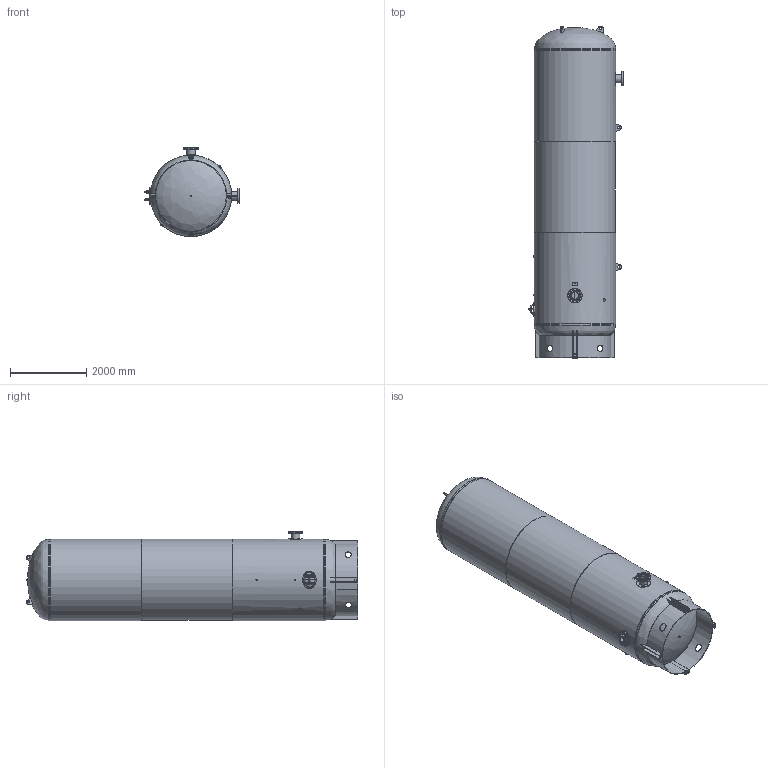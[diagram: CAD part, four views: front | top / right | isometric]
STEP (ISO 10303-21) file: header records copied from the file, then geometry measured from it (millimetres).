
FILE_DESCRIPTION(/* description */ ('VERTICAL AIR RECEIVER'),/* implementation_level */ '2;1');
FILE_NAME(/* name */ '127271.stp',/* time_stamp */ '2025-02-05T08:39:48-05:00',/* author */ ('Amber.Tiller'),/* organization */ ('STEEL FAB IF WE MAKE IT, VENDOR IF WE DON''T'),/* preprocessor_version */ 'ST-DEVELOPER v18.1',/* originating_system */ 'Autodesk Inventor 2022',/* authorisation */ 'CHECKERS BOSS');
FILE_SCHEMA (('AUTOMOTIVE_DESIGN { 1 0 10303 214 3 1 1 }'));
Length unit declared in the file: inch
Products named in the file (26): 127271; 131-965SF-SL1; 131-965SF-SL2; 131-965SF-SL3; 108492; S108782; S108782-1; F208300; 115849; 12.00 X 16.00 X 4.000 X 1.000 RNG; 12X16 300# COVER; S100343-1 GASKET; YOKE; B00005; ANSI B18.2.1 - 1-8x5.5; 107151; 107155; 129247; 129248; 129249; 107211; 131-965SF -NP; 124736; 117619; 108660; S103383
Assembly tree (49 placements, depth 3):
  127271
    131-965SF-SL1
    131-965SF-SL2
    131-965SF-SL3
    108492  x2
    S108782  x2
      S108782-1
      F208300
    115849
      12.00 X 16.00 X 4.000 X 1.000 RNG
      12X16 300# COVER
      S100343-1 GASKET
      YOKE  x2
      B00005  x2
      ANSI B18.2.1 - 1-8x5.5  x2
    107151  x2
    107211  x3
    108660  x5
    107155
    129247
      129248
      129249  x4
    131-965SF -NP
    124736  x8
    117619  x2
    S103383  x2
Bounding box: 2484.44 x 8703.09 x 2336.8 mm (x, y, z)
Volume: 803884352.1 mm3; surface area: 127682034.3 mm2
Topology: 60 solids, 60 shells, 1090 faces, 2787 edges, 1826 vertices
Faces by surface type: plane 542, cylinder 219, bspline 182, cone 105, torus 42
Full cylindrical faces by diameter (mm): 10.922 x2, 21.971 x2, 22.225 x4, 25.4 x30, 28.575 x2, 30.302 x5, 44.45 x3, 50.8 x2, 55.562 x3, 56.667 x3, 63.5 x5, 76.2 x3, 193.675 x2, 203.2 x2, 219.075 x4, 220.662 x2, 260.35 x2, 269.875 x2, 373.062 x2, 381 x2, 1854.2 x1, 1879.6 x1, 2108.199 x3, 2108.2 x2, 2133.599 x1, 2133.6 x2
Entity records: 33458 total; most frequent: CARTESIAN_POINT 13431, ORIENTED_EDGE 4130, DIRECTION 3619, EDGE_CURVE 2065, VERTEX_POINT 1361, AXIS2_PLACEMENT_3D 1348, LINE 923, VECTOR 923
